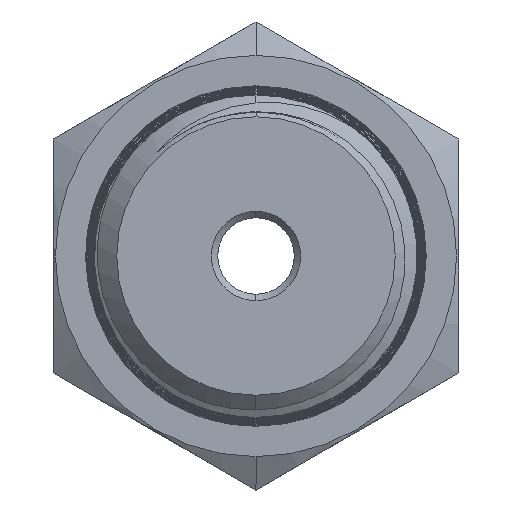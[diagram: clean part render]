
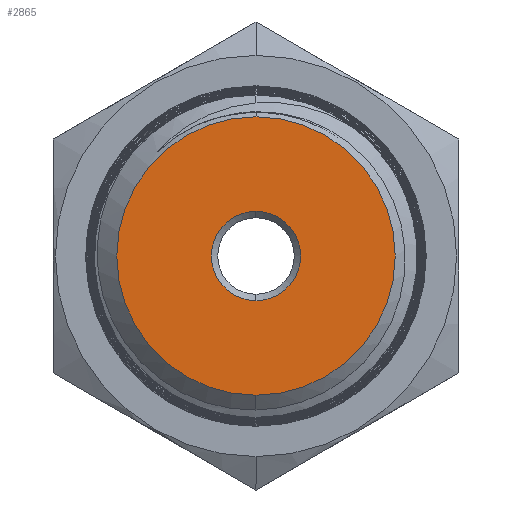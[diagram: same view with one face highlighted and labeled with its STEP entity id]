
A CAD part, left-side view. The second image highlights one B-rep face of the part: STEP entity #2865.
In plain terms, the highlighted planar face has unit normal (-1, 0, 0).
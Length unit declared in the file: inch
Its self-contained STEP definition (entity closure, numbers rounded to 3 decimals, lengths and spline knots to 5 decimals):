
#324 = CARTESIAN_POINT ( 'NONE',  ( -2., 0., 0.3435 ) ) ;
#416 = DIRECTION ( 'NONE',  ( 0., 0., 1. ) ) ;
#907 = CARTESIAN_POINT ( 'NONE',  ( -2., 0., -0.3435 ) ) ;
#1257 = FACE_BOUND ( 'NONE', #6456, .T. ) ;
#1558 = ORIENTED_EDGE ( 'NONE', *, *, #12319, .F. ) ;
#2007 = DIRECTION ( 'NONE',  ( 1., 0., 0. ) ) ;
#2022 = EDGE_CURVE ( 'NONE', #5256, #14270, #5492, .T. ) ;
#2734 = CARTESIAN_POINT ( 'NONE',  ( -2., 0., 0. ) ) ;
#2822 = AXIS2_PLACEMENT_3D ( 'NONE', #4323, #2007, #3203 ) ;
#2865 = ADVANCED_FACE ( 'NONE', ( #1257, #11384 ), #9465, .F. ) ;
#2922 = CIRCLE ( 'NONE', #6290, 0.3435 ) ;
#3203 = DIRECTION ( 'NONE',  ( 0., 0., -1. ) ) ;
#4084 = AXIS2_PLACEMENT_3D ( 'NONE', #2734, #11342, #12666 ) ;
#4289 = ORIENTED_EDGE ( 'NONE', *, *, #2022, .F. ) ;
#4323 = CARTESIAN_POINT ( 'NONE',  ( -2., 0.5, 0.28868 ) ) ;
#4979 = ORIENTED_EDGE ( 'NONE', *, *, #14529, .T. ) ;
#5256 = VERTEX_POINT ( 'NONE', #13562 ) ;
#5492 = CIRCLE ( 'NONE', #15449, 0.11 ) ;
#6150 = CARTESIAN_POINT ( 'NONE',  ( -2., 0., 0. ) ) ;
#6290 = AXIS2_PLACEMENT_3D ( 'NONE', #15130, #6352, #13738 ) ;
#6352 = DIRECTION ( 'NONE',  ( -1., 0., 0. ) ) ;
#6456 = EDGE_LOOP ( 'NONE', ( #1558, #4289 ) ) ;
#6963 = CIRCLE ( 'NONE', #10685, 0.3435 ) ;
#7394 = VERTEX_POINT ( 'NONE', #324 ) ;
#7919 = ORIENTED_EDGE ( 'NONE', *, *, #10111, .T. ) ;
#8054 = DIRECTION ( 'NONE',  ( -1., 0., 0. ) ) ;
#8629 = DIRECTION ( 'NONE',  ( 0., 0., 1. ) ) ;
#8951 = VERTEX_POINT ( 'NONE', #907 ) ;
#9203 = CARTESIAN_POINT ( 'NONE',  ( -2., 0., 0. ) ) ;
#9465 = PLANE ( 'NONE',  #2822 ) ;
#10111 = EDGE_CURVE ( 'NONE', #7394, #8951, #2922, .T. ) ;
#10685 = AXIS2_PLACEMENT_3D ( 'NONE', #9203, #8054, #416 ) ;
#11342 = DIRECTION ( 'NONE',  ( -1., 0., 0. ) ) ;
#11384 = FACE_OUTER_BOUND ( 'NONE', #12492, .T. ) ;
#12319 = EDGE_CURVE ( 'NONE', #14270, #5256, #13053, .T. ) ;
#12492 = EDGE_LOOP ( 'NONE', ( #4979, #7919 ) ) ;
#12666 = DIRECTION ( 'NONE',  ( 0., 0., 1. ) ) ;
#13053 = CIRCLE ( 'NONE', #4084, 0.11 ) ;
#13562 = CARTESIAN_POINT ( 'NONE',  ( -2., 0., -0.11 ) ) ;
#13738 = DIRECTION ( 'NONE',  ( 0., 0., 1. ) ) ;
#14270 = VERTEX_POINT ( 'NONE', #15140 ) ;
#14529 = EDGE_CURVE ( 'NONE', #8951, #7394, #6963, .T. ) ;
#14776 = DIRECTION ( 'NONE',  ( -1., 0., 0. ) ) ;
#15130 = CARTESIAN_POINT ( 'NONE',  ( -2., 0., 0. ) ) ;
#15140 = CARTESIAN_POINT ( 'NONE',  ( -2., 0., 0.11 ) ) ;
#15449 = AXIS2_PLACEMENT_3D ( 'NONE', #6150, #14776, #8629 ) ;
